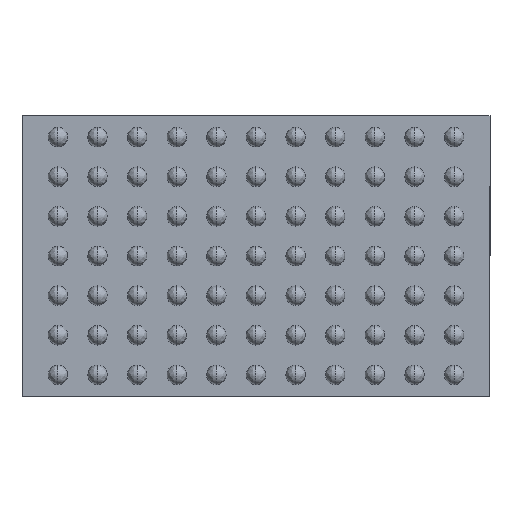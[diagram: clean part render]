
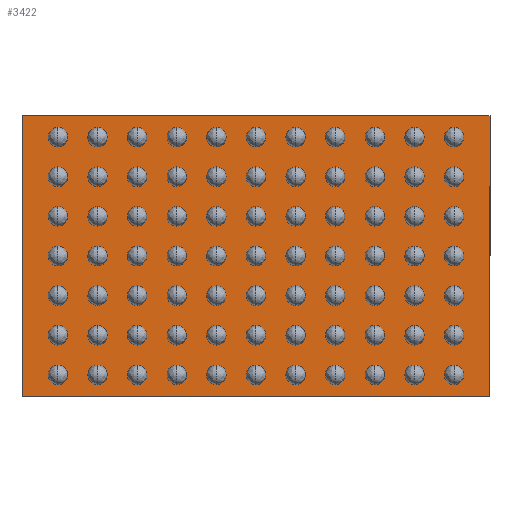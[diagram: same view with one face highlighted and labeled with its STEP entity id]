
A CAD part, front view. The second image highlights one B-rep face of the part: STEP entity #3422.
In plain terms, the highlighted planar face has unit normal (0, -1, 0).
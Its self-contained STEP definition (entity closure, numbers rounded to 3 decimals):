
#47 = VECTOR ( 'NONE', #5753, 1000. ) ;
#88 = VECTOR ( 'NONE', #315, 1000. ) ;
#141 = CARTESIAN_POINT ( 'NONE',  ( -7.5, 0., 0. ) ) ;
#176 = LINE ( 'NONE', #141, #5553 ) ;
#315 = DIRECTION ( 'NONE',  ( 1., 0., 0. ) ) ;
#367 = PLANE ( 'NONE',  #5629 ) ;
#391 = DIRECTION ( 'NONE',  ( 0., 1., 0. ) ) ;
#666 = DIRECTION ( 'NONE',  ( -1., 0., 0. ) ) ;
#764 = LINE ( 'NONE', #1150, #47 ) ;
#1150 = CARTESIAN_POINT ( 'NONE',  ( 7.5, 0., 0. ) ) ;
#1222 = FACE_OUTER_BOUND ( 'NONE', #5828, .T. ) ;
#1411 = VERTEX_POINT ( 'NONE', #2714 ) ;
#1508 = LINE ( 'NONE', #4779, #3514 ) ;
#1712 = DIRECTION ( 'NONE',  ( 0., 0., 1. ) ) ;
#2133 = ORIENTED_EDGE ( 'NONE', *, *, #4102, .F. ) ;
#2401 = ORIENTED_EDGE ( 'NONE', *, *, #5353, .F. ) ;
#2451 = EDGE_CURVE ( 'NONE', #1411, #5386, #764, .T. ) ;
#2686 = ORIENTED_EDGE ( 'NONE', *, *, #2451, .F. ) ;
#2714 = CARTESIAN_POINT ( 'NONE',  ( 7.5, 0., 4.5 ) ) ;
#2833 = DIRECTION ( 'NONE',  ( 0., 0., 1. ) ) ;
#3043 = CARTESIAN_POINT ( 'NONE',  ( -7.5, 0., 4.5 ) ) ;
#3422 = ADVANCED_FACE ( 'NONE', ( #1222 ), #367, .F. ) ;
#3468 = LINE ( 'NONE', #4427, #88 ) ;
#3514 = VECTOR ( 'NONE', #666, 1000. ) ;
#3610 = ORIENTED_EDGE ( 'NONE', *, *, #3918, .F. ) ;
#3918 = EDGE_CURVE ( 'NONE', #4639, #4097, #176, .T. ) ;
#4097 = VERTEX_POINT ( 'NONE', #3043 ) ;
#4102 = EDGE_CURVE ( 'NONE', #4097, #1411, #3468, .T. ) ;
#4427 = CARTESIAN_POINT ( 'NONE',  ( 0., 0., 4.5 ) ) ;
#4606 = CARTESIAN_POINT ( 'NONE',  ( 7.5, 0., -4.5 ) ) ;
#4639 = VERTEX_POINT ( 'NONE', #5731 ) ;
#4779 = CARTESIAN_POINT ( 'NONE',  ( 0., 0., -4.5 ) ) ;
#5353 = EDGE_CURVE ( 'NONE', #5386, #4639, #1508, .T. ) ;
#5386 = VERTEX_POINT ( 'NONE', #4606 ) ;
#5553 = VECTOR ( 'NONE', #2833, 1000. ) ;
#5629 = AXIS2_PLACEMENT_3D ( 'NONE', #5830, #391, #1712 ) ;
#5731 = CARTESIAN_POINT ( 'NONE',  ( -7.5, 0., -4.5 ) ) ;
#5753 = DIRECTION ( 'NONE',  ( 0., 0., -1. ) ) ;
#5828 = EDGE_LOOP ( 'NONE', ( #2133, #3610, #2401, #2686 ) ) ;
#5830 = CARTESIAN_POINT ( 'NONE',  ( 0., 0., 0. ) ) ;
